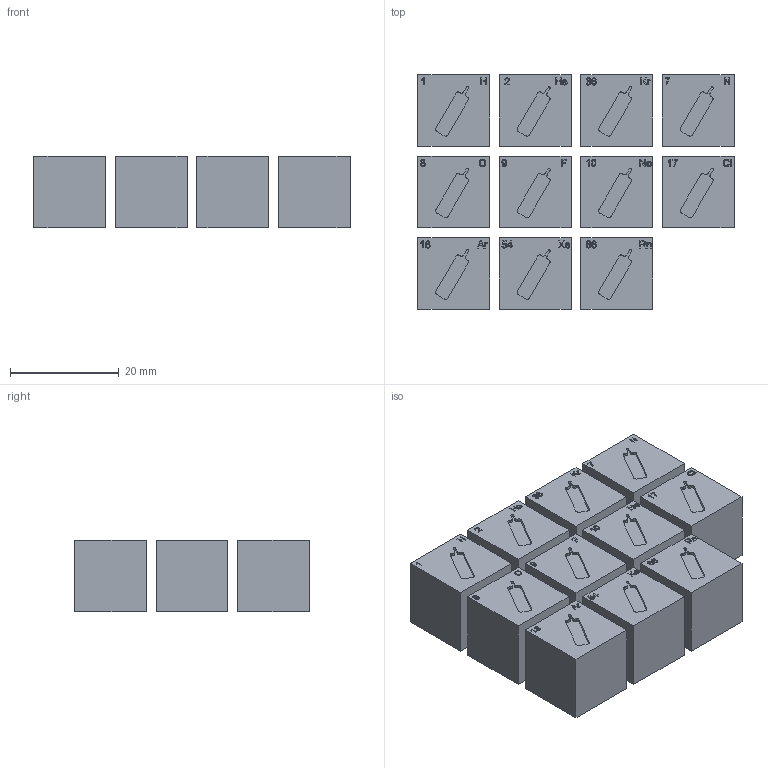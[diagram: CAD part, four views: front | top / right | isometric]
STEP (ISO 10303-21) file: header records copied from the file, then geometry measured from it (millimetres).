
FILE_DESCRIPTION(('HOOPS Exchange Step'),'2;1');
FILE_NAME('temp_export','2024-07-31T14:37:47+08:00',('sharma21'),('Shapr3D Limited'),'HOOPS Exchange 2024.2','Shapr3D','Authorized');
FILE_SCHEMA( ('AUTOMOTIVE_DESIGN { 1 0 10303 214 1 1 1 1 }') );
Length unit declared in the file: millimetre
Products named in the file (1): root
Bounding box: 58.2 x 43.2 x 13.2 mm (x, y, z)
Volume: 25171.6 mm3; surface area: 11732.3 mm2
Topology: 11 solids, 11 shells, 645 faces, 1680 edges, 1120 vertices
Faces by surface type: plane 424, bspline 111, cylinder 110
Entity records: 24026 total; most frequent: CARTESIAN_POINT 8681, ORIENTED_EDGE 3360, DIRECTION 2748, EDGE_CURVE 1680, VECTOR 1238, LINE 1238, VERTEX_POINT 1120, AXIS2_PLACEMENT_3D 755
